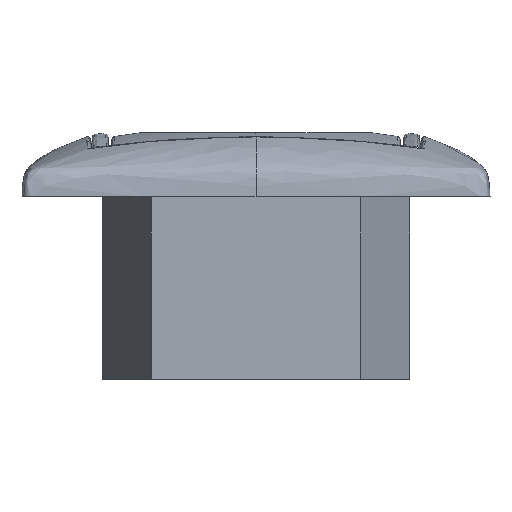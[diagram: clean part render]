
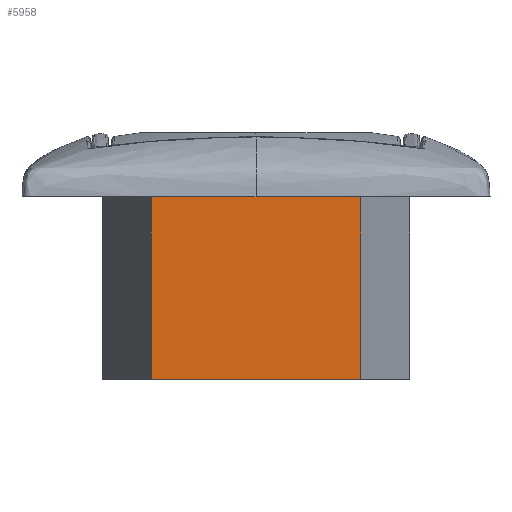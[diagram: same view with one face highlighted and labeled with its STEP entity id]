
A CAD part, front view. The second image highlights one B-rep face of the part: STEP entity #5958.
In plain terms, the highlighted planar face has unit normal (0, -1, 0).
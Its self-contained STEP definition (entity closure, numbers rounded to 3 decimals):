
#5958=ADVANCED_FACE('',(#22902),#22904,.T.);
#22902=FACE_BOUND('',#22903,.T.);
#22903=EDGE_LOOP('',(#31279,#31280,#31281,#31282));
#22904=PLANE('',#22905);
#22905=AXIS2_PLACEMENT_3D('',#22906,#22907,#22908);
#22906=CARTESIAN_POINT('',(18.33,-26.1,2.4));
#22907=DIRECTION('',(0.,-1.,0.));
#22908=DIRECTION('',(-1.,0.,0.));
#31279=ORIENTED_EDGE('',*,*,#44443,.T.);
#31280=ORIENTED_EDGE('',*,*,#44444,.F.);
#31281=ORIENTED_EDGE('',*,*,#44445,.F.);
#31282=ORIENTED_EDGE('',*,*,#44328,.T.);
#44328=EDGE_CURVE('',#49193,#49194,#49195,.F.);
#44443=EDGE_CURVE('',#49194,#49358,#49359,.T.);
#44444=EDGE_CURVE('',#49360,#49358,#49361,.T.);
#44445=EDGE_CURVE('',#49193,#49360,#49362,.T.);
#49193=VERTEX_POINT('',#70619);
#49194=VERTEX_POINT('',#70620);
#49195=LINE('',#70621,#70622);
#49358=VERTEX_POINT('',#72653);
#49359=LINE('',#72654,#72655);
#49360=VERTEX_POINT('',#72657);
#49361=LINE('',#72658,#72659);
#49362=LINE('',#72661,#72662);
#70619=CARTESIAN_POINT('',(18.33,-26.1,14.85));
#70620=CARTESIAN_POINT('',(-18.33,-26.1,14.85));
#70621=CARTESIAN_POINT('',(-18.33,-26.1,14.85));
#70622=VECTOR('',#70623,1.);
#70623=DIRECTION('',(1.,0.,0.));
#72653=CARTESIAN_POINT('',(-18.33,-26.1,-17.1));
#72654=CARTESIAN_POINT('',(-18.33,-26.1,14.85));
#72655=VECTOR('',#72656,1.);
#72656=DIRECTION('',(0.,0.,-1.));
#72657=CARTESIAN_POINT('',(18.33,-26.1,-17.1));
#72658=CARTESIAN_POINT('',(18.33,-26.1,-17.1));
#72659=VECTOR('',#72660,1.);
#72660=DIRECTION('',(-1.,0.,0.));
#72661=CARTESIAN_POINT('',(18.33,-26.1,14.85));
#72662=VECTOR('',#72663,1.);
#72663=DIRECTION('',(0.,0.,-1.));
